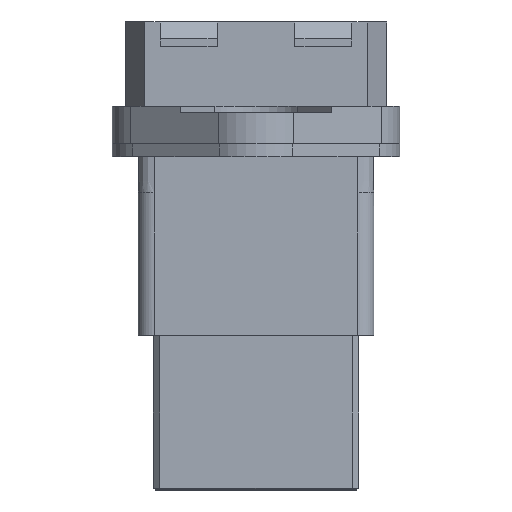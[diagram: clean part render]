
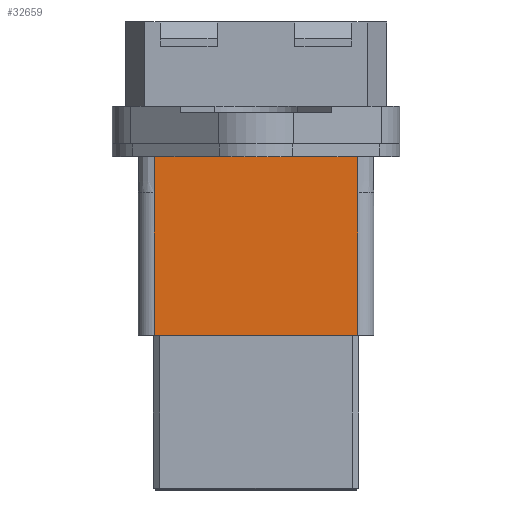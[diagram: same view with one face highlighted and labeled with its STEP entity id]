
A CAD part, front view. The second image highlights one B-rep face of the part: STEP entity #32659.
In plain terms, the highlighted planar face has unit normal (0, -1, 0).
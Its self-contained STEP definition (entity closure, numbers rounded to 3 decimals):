
#32616=AXIS2_PLACEMENT_3D('Plane Axis2P3D',#32613,#32614,#32615) ;
#28347=CARTESIAN_POINT('Vertex',(3.25,10.1,26.75)) ;
#28350=CARTESIAN_POINT('Line Origine',(11.1,10.1,26.75)) ;
#28354=CARTESIAN_POINT('Vertex',(18.95,10.1,26.75)) ;
#32613=CARTESIAN_POINT('Axis2P3D Location',(3.25,10.1,26.75)) ;
#32618=CARTESIAN_POINT('Line Origine',(3.25,10.1,17.45)) ;
#32622=CARTESIAN_POINT('Vertex',(3.25,10.1,22.95)) ;
#32624=CARTESIAN_POINT('Vertex',(3.25,10.1,11.95)) ;
#32627=CARTESIAN_POINT('Line Origine',(11.1,10.1,11.95)) ;
#32631=CARTESIAN_POINT('Vertex',(18.95,10.1,11.95)) ;
#32634=CARTESIAN_POINT('Line Origine',(18.95,10.1,17.45)) ;
#32638=CARTESIAN_POINT('Vertex',(18.95,10.1,22.95)) ;
#32641=CARTESIAN_POINT('Line Origine',(18.95,10.1,24.85)) ;
#32646=CARTESIAN_POINT('Line Origine',(3.25,10.1,24.85)) ;
#28351=DIRECTION('Vector Direction',(1.,0.,0.)) ;
#32614=DIRECTION('Axis2P3D Direction',(0.,1.,0.)) ;
#32615=DIRECTION('Axis2P3D XDirection',(1.,0.,0.)) ;
#32619=DIRECTION('Vector Direction',(0.,0.,-1.)) ;
#32628=DIRECTION('Vector Direction',(1.,0.,0.)) ;
#32635=DIRECTION('Vector Direction',(0.,0.,-1.)) ;
#32642=DIRECTION('Vector Direction',(0.,0.,1.)) ;
#32647=DIRECTION('Vector Direction',(0.,0.,1.)) ;
#28352=VECTOR('Line Direction',#28351,1.) ;
#32620=VECTOR('Line Direction',#32619,1.) ;
#32629=VECTOR('Line Direction',#32628,1.) ;
#32636=VECTOR('Line Direction',#32635,1.) ;
#32643=VECTOR('Line Direction',#32642,1.) ;
#32648=VECTOR('Line Direction',#32647,1.) ;
#32652=ORIENTED_EDGE('',*,*,#32626,.T.) ;
#32653=ORIENTED_EDGE('',*,*,#32633,.F.) ;
#32654=ORIENTED_EDGE('',*,*,#32640,.F.) ;
#32655=ORIENTED_EDGE('',*,*,#32645,.T.) ;
#32656=ORIENTED_EDGE('',*,*,#28356,.F.) ;
#32657=ORIENTED_EDGE('',*,*,#32650,.F.) ;
#32659=ADVANCED_FACE('Hauptk\X2\00F6\X0\rper',(#32658),#32617,.F.) ;
#28356=EDGE_CURVE('',#28348,#28355,#28353,.T.) ;
#32626=EDGE_CURVE('',#32623,#32625,#32621,.T.) ;
#32633=EDGE_CURVE('',#32632,#32625,#32630,.F.) ;
#32640=EDGE_CURVE('',#32639,#32632,#32637,.T.) ;
#32645=EDGE_CURVE('',#32639,#28355,#32644,.T.) ;
#32650=EDGE_CURVE('',#32623,#28348,#32649,.T.) ;
#32651=EDGE_LOOP('',(#32652,#32653,#32654,#32655,#32656,#32657)) ;
#32658=FACE_OUTER_BOUND('',#32651,.T.) ;
#28353=LINE('Line',#28350,#28352) ;
#32621=LINE('Line',#32618,#32620) ;
#32630=LINE('Line',#32627,#32629) ;
#32637=LINE('Line',#32634,#32636) ;
#32644=LINE('Line',#32641,#32643) ;
#32649=LINE('Line',#32646,#32648) ;
#32617=PLANE('',#32616) ;
#28348=VERTEX_POINT('',#28347) ;
#28355=VERTEX_POINT('',#28354) ;
#32623=VERTEX_POINT('',#32622) ;
#32625=VERTEX_POINT('',#32624) ;
#32632=VERTEX_POINT('',#32631) ;
#32639=VERTEX_POINT('',#32638) ;
